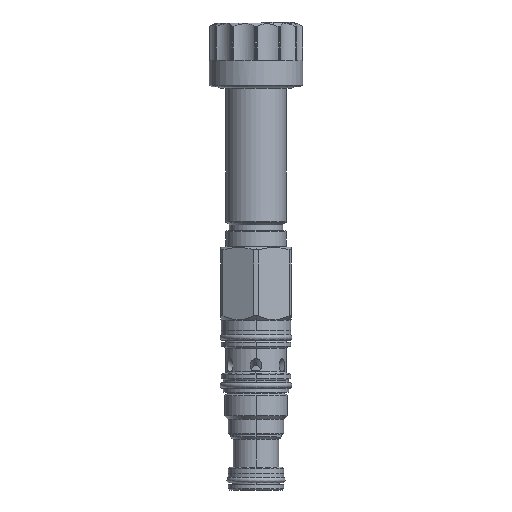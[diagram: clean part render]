
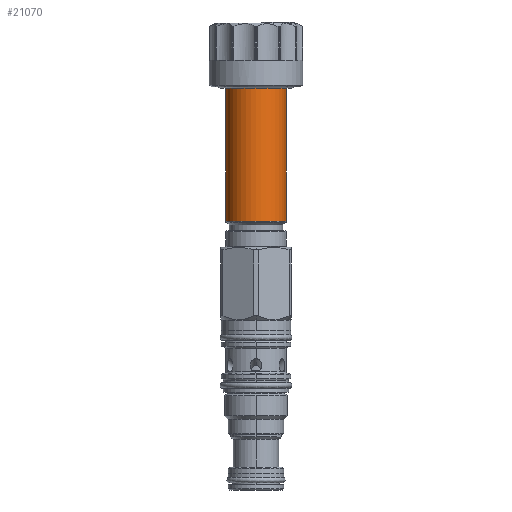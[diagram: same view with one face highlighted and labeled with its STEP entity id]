
A CAD part, front view. The second image highlights one B-rep face of the part: STEP entity #21070.
In plain terms, the highlighted cylindrical face has radius 9.5 mm (diameter 18.999 mm), a partial arc.
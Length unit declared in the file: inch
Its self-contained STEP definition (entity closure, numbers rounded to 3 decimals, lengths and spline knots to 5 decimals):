
#5025=CARTESIAN_POINT('',(0.,0.,5.46167));
#5026=DIRECTION('',(0.,0.,1.));
#5027=DIRECTION('',(-1.,0.,0.));
#5028=AXIS2_PLACEMENT_3D('',#5025,#5026,#5027);
#5035=DIRECTION('',(0.,0.,1.));
#5036=VECTOR('',#5035,2.14435);
#5037=CARTESIAN_POINT('',(-0.374,0.,3.31733));
#5038=LINE('',#5037,#5036);
#5039=DIRECTION('',(0.,0.,-1.));
#5040=VECTOR('',#5039,2.14435);
#5041=CARTESIAN_POINT('',(0.374,0.,5.46167));
#5042=LINE('',#5041,#5040);
#5071=CARTESIAN_POINT('',(0.,0.,3.31733));
#5072=DIRECTION('',(0.,0.,-1.));
#5073=DIRECTION('',(1.,0.,0.));
#5074=AXIS2_PLACEMENT_3D('',#5071,#5072,#5073);
#13486=CARTESIAN_POINT('',(0.374,0.,3.31733));
#13487=CARTESIAN_POINT('',(-0.374,0.,3.31733));
#13488=VERTEX_POINT('',#13486);
#13489=VERTEX_POINT('',#13487);
#13502=CARTESIAN_POINT('',(-0.374,0.,5.46167));
#13503=CARTESIAN_POINT('',(0.374,0.,5.46167));
#13504=VERTEX_POINT('',#13502);
#13505=VERTEX_POINT('',#13503);
#21056=CARTESIAN_POINT('',(0.,0.,3.95765));
#21057=DIRECTION('',(0.,0.,-1.));
#21058=DIRECTION('',(1.,0.,0.));
#21059=AXIS2_PLACEMENT_3D('',#21056,#21057,#21058);
#21060=CYLINDRICAL_SURFACE('',#21059,0.374);
#21062=ORIENTED_EDGE('',*,*,#21061,.T.);
#21063=ORIENTED_EDGE('',*,*,#21038,.T.);
#21065=ORIENTED_EDGE('',*,*,#21064,.T.);
#21067=ORIENTED_EDGE('',*,*,#21066,.T.);
#21068=EDGE_LOOP('',(#21062,#21063,#21065,#21067));
#21069=FACE_OUTER_BOUND('',#21068,.F.);
#21070=ADVANCED_FACE('',(#21069),#21060,.T.);
#5029=CIRCLE('',#5028,0.374);
#5075=CIRCLE('',#5074,0.374);
#21038=EDGE_CURVE('',#13504,#13505,#5029,.T.);
#21061=EDGE_CURVE('',#13489,#13504,#5038,.T.);
#21064=EDGE_CURVE('',#13505,#13488,#5042,.T.);
#21066=EDGE_CURVE('',#13488,#13489,#5075,.T.);
